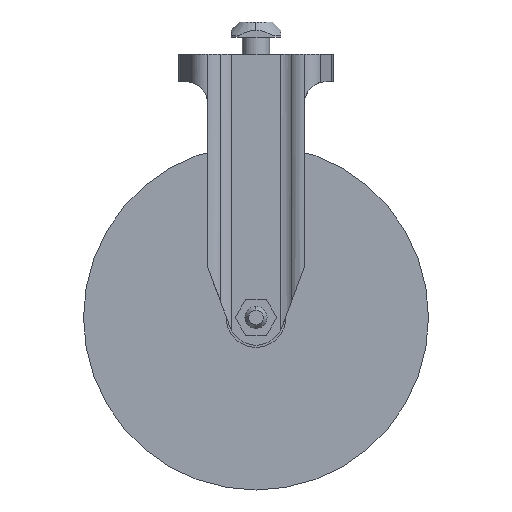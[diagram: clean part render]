
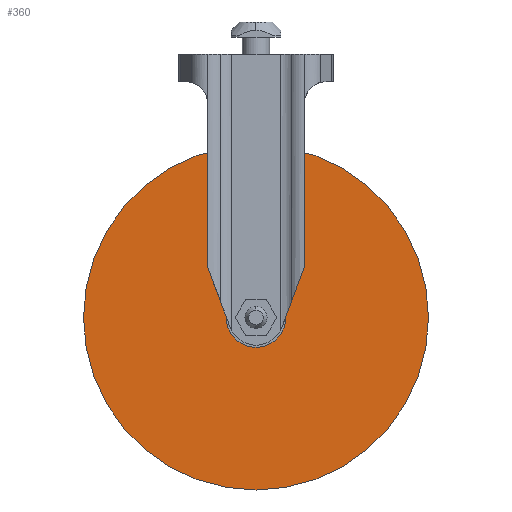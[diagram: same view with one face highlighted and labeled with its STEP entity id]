
A CAD part, front view. The second image highlights one B-rep face of the part: STEP entity #360.
In plain terms, the highlighted planar face has unit normal (0, -1, 0).
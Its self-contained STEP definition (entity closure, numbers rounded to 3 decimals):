
#360=ADVANCED_FACE('',(#725,#726),#727,.T.);
#725=FACE_OUTER_BOUND('',#1083,.T.);
#726=FACE_BOUND('',#1084,.T.);
#727=PLANE('',#1085);
#1083=EDGE_LOOP('',(#2128,#2129));
#1084=EDGE_LOOP('',(#2130,#2131));
#1085=AXIS2_PLACEMENT_3D('',#2132,#2133,#2134);
#2128=ORIENTED_EDGE('',*,*,#2146,.F.);
#2129=ORIENTED_EDGE('',*,*,#2555,.F.);
#2130=ORIENTED_EDGE('',*,*,#2153,.T.);
#2131=ORIENTED_EDGE('',*,*,#2553,.T.);
#2132=CARTESIAN_POINT('',(0.,-16.0,-132.15));
#2133=DIRECTION('',(0.,-1.0,0.0));
#2134=DIRECTION('',(-1.0,0.,0.0));
#2146=EDGE_CURVE('',#2559,#2562,#2563,.T.);
#2153=EDGE_CURVE('',#2569,#2573,#2575,.T.);
#2553=EDGE_CURVE('',#2573,#2569,#3165,.T.);
#2555=EDGE_CURVE('',#2562,#2559,#3167,.T.);
#2559=VERTEX_POINT('',#3171);
#2562=VERTEX_POINT('',#3175);
#2563=CIRCLE('',#3176,62.5);
#2569=VERTEX_POINT('',#3183);
#2573=VERTEX_POINT('',#3188);
#2575=CIRCLE('',#3191,10.8);
#3165=CIRCLE('',#4151,10.8);
#3167=CIRCLE('',#4153,62.5);
#3171=CARTESIAN_POINT('',(0.,-16.0,-158.));
#3175=CARTESIAN_POINT('',(0.,-16.0,-33.));
#3176=AXIS2_PLACEMENT_3D('',#4157,#4158,#4159);
#3183=CARTESIAN_POINT('',(0.,-16.0,-106.3));
#3188=CARTESIAN_POINT('',(0.,-16.0,-84.7));
#3191=AXIS2_PLACEMENT_3D('',#4169,#4170,#4171);
#4151=AXIS2_PLACEMENT_3D('',#4648,#4649,#4650);
#4153=AXIS2_PLACEMENT_3D('',#4651,#4652,#4653);
#4157=CARTESIAN_POINT('',(0.,-16.0,-95.5));
#4158=DIRECTION('',(0.,1.0,0.));
#4159=DIRECTION('',(0.,0.,-1.0));
#4169=CARTESIAN_POINT('',(0.,-16.0,-95.5));
#4170=DIRECTION('',(0.,1.0,0.));
#4171=DIRECTION('',(0.,0.,-1.0));
#4648=CARTESIAN_POINT('',(0.,-16.0,-95.5));
#4649=DIRECTION('',(0.,1.0,0.));
#4650=DIRECTION('',(0.,0.,-1.0));
#4651=CARTESIAN_POINT('',(0.,-16.0,-95.5));
#4652=DIRECTION('',(0.,1.0,0.));
#4653=DIRECTION('',(0.,0.,-1.0));
